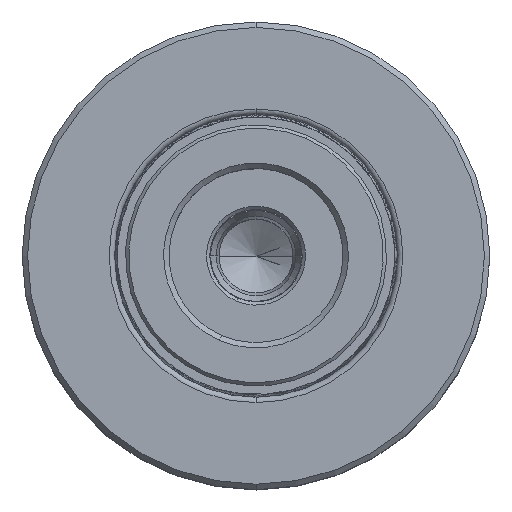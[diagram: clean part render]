
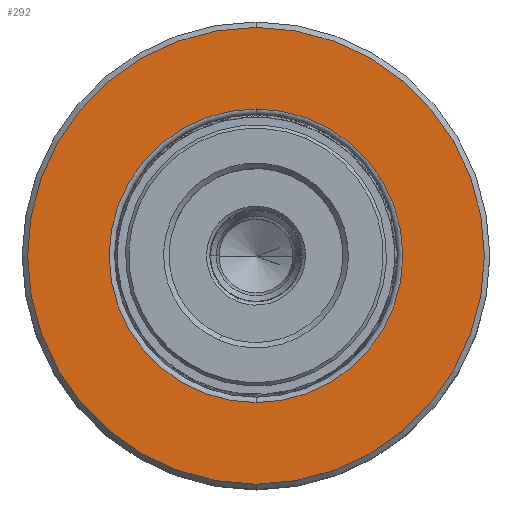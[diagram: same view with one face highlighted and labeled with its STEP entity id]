
A CAD part, top view. The second image highlights one B-rep face of the part: STEP entity #292.
In plain terms, the highlighted face is planar.
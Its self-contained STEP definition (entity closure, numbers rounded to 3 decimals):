
#283 = CARTESIAN_POINT ( 'NONE',  ( 0., 10.687, 13.5 ) ) ;
#292 = ADVANCED_FACE ( 'NONE', ( #21230, #7802 ), #550, .T. ) ;
#401 = DIRECTION ( 'NONE',  ( 0., 0., -1. ) ) ;
#550 = PLANE ( 'NONE',  #8159 ) ;
#1159 = ORIENTED_EDGE ( 'NONE', *, *, #30529, .T. ) ;
#1850 = EDGE_LOOP ( 'NONE', ( #28108, #12933 ) ) ;
#2398 = AXIS2_PLACEMENT_3D ( 'NONE', #22464, #5920, #25346 ) ;
#3719 = DIRECTION ( 'NONE',  ( 0., 0., 1. ) ) ;
#5822 = CARTESIAN_POINT ( 'NONE',  ( 0., 10.687, -21. ) ) ;
#5920 = DIRECTION ( 'NONE',  ( 0., -1., 0. ) ) ;
#5972 = CARTESIAN_POINT ( 'NONE',  ( 0., 10.687, 0. ) ) ;
#7717 = VERTEX_POINT ( 'NONE', #283 ) ;
#7802 = FACE_OUTER_BOUND ( 'NONE', #1850, .T. ) ;
#8159 = AXIS2_PLACEMENT_3D ( 'NONE', #31020, #34033, #3719 ) ;
#8385 = DIRECTION ( 'NONE',  ( 0., -1., 0. ) ) ;
#8513 = DIRECTION ( 'NONE',  ( 0., -1., 0. ) ) ;
#10135 = CIRCLE ( 'NONE', #2398, 13.5 ) ;
#10707 = CIRCLE ( 'NONE', #26204, 21. ) ;
#10956 = EDGE_LOOP ( 'NONE', ( #1159, #28845 ) ) ;
#11426 = CARTESIAN_POINT ( 'NONE',  ( 0., 10.687, 0. ) ) ;
#12538 = EDGE_CURVE ( 'NONE', #7717, #16826, #17949, .T. ) ;
#12933 = ORIENTED_EDGE ( 'NONE', *, *, #23101, .F. ) ;
#16350 = DIRECTION ( 'NONE',  ( 0., 0., -1. ) ) ;
#16826 = VERTEX_POINT ( 'NONE', #20626 ) ;
#17949 = CIRCLE ( 'NONE', #24404, 13.5 ) ;
#20626 = CARTESIAN_POINT ( 'NONE',  ( 0., 10.687, -13.5 ) ) ;
#20860 = CARTESIAN_POINT ( 'NONE',  ( 0., 10.687, 21. ) ) ;
#21058 = EDGE_CURVE ( 'NONE', #23351, #26051, #25348, .T. ) ;
#21098 = AXIS2_PLACEMENT_3D ( 'NONE', #11426, #8513, #401 ) ;
#21230 = FACE_BOUND ( 'NONE', #10956, .T. ) ;
#22464 = CARTESIAN_POINT ( 'NONE',  ( 0., 10.687, 0. ) ) ;
#23101 = EDGE_CURVE ( 'NONE', #26051, #23351, #10707, .T. ) ;
#23351 = VERTEX_POINT ( 'NONE', #5822 ) ;
#24404 = AXIS2_PLACEMENT_3D ( 'NONE', #5972, #8385, #27702 ) ;
#25346 = DIRECTION ( 'NONE',  ( 0., 0., -1. ) ) ;
#25348 = CIRCLE ( 'NONE', #21098, 21. ) ;
#26051 = VERTEX_POINT ( 'NONE', #20860 ) ;
#26204 = AXIS2_PLACEMENT_3D ( 'NONE', #33287, #32925, #16350 ) ;
#27702 = DIRECTION ( 'NONE',  ( 0., 0., -1. ) ) ;
#28108 = ORIENTED_EDGE ( 'NONE', *, *, #21058, .F. ) ;
#28845 = ORIENTED_EDGE ( 'NONE', *, *, #12538, .T. ) ;
#30529 = EDGE_CURVE ( 'NONE', #16826, #7717, #10135, .T. ) ;
#31020 = CARTESIAN_POINT ( 'NONE',  ( 21., 10.687, 0. ) ) ;
#32925 = DIRECTION ( 'NONE',  ( 0., -1., 0. ) ) ;
#33287 = CARTESIAN_POINT ( 'NONE',  ( 0., 10.687, 0. ) ) ;
#34033 = DIRECTION ( 'NONE',  ( 0., 1., 0. ) ) ;
